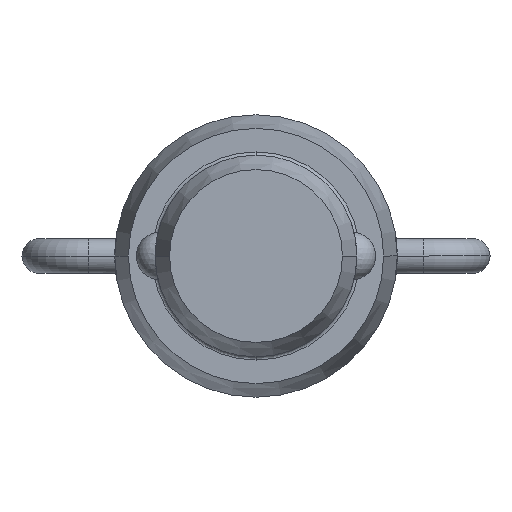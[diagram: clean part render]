
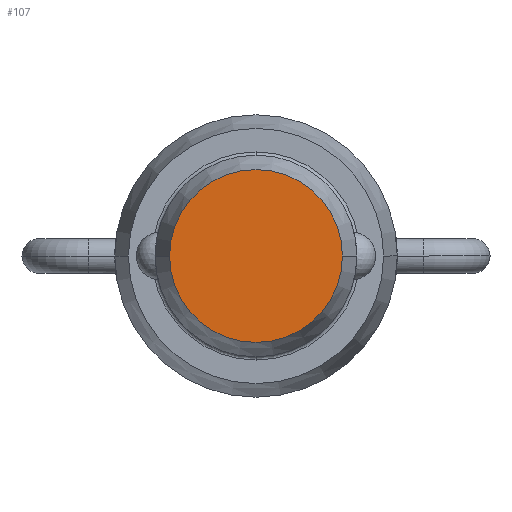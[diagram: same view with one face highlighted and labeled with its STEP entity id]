
A CAD part, front view. The second image highlights one B-rep face of the part: STEP entity #107.
In plain terms, the highlighted planar face has unit normal (0, -1, 0).
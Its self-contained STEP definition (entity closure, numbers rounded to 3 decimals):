
#107=ADVANCED_FACE('',(#229),#230,.T.);
#229=FACE_OUTER_BOUND('',#362,.T.);
#230=PLANE('',#363);
#362=EDGE_LOOP('',(#606,#607));
#363=AXIS2_PLACEMENT_3D('',#608,#609,#610);
#606=ORIENTED_EDGE('',*,*,#828,.T.);
#607=ORIENTED_EDGE('',*,*,#881,.T.);
#608=CARTESIAN_POINT('',(-3.175,-110.744,0.0));
#609=DIRECTION('',(0.,-1.0,0.0));
#610=DIRECTION('',(1.0,0.,0.0));
#828=EDGE_CURVE('',#995,#1000,#1002,.T.);
#881=EDGE_CURVE('',#1000,#995,#1075,.T.);
#995=VERTEX_POINT('',#1242);
#1000=VERTEX_POINT('',#1248);
#1002=CIRCLE('',#1251,5.44);
#1075=CIRCLE('',#1432,5.44);
#1242=CARTESIAN_POINT('',(-5.44,-110.744,0.0));
#1248=CARTESIAN_POINT('',(5.44,-110.744,0.));
#1251=AXIS2_PLACEMENT_3D('',#1611,#1612,#1613);
#1432=AXIS2_PLACEMENT_3D('',#1679,#1680,#1681);
#1611=CARTESIAN_POINT('',(0.0,-110.744,0.0));
#1612=DIRECTION('',(0.,-1.0,0.0));
#1613=DIRECTION('',(-1.0,0.,0.0));
#1679=CARTESIAN_POINT('',(0.0,-110.744,0.0));
#1680=DIRECTION('',(0.,-1.0,0.0));
#1681=DIRECTION('',(-1.0,0.,0.0));
